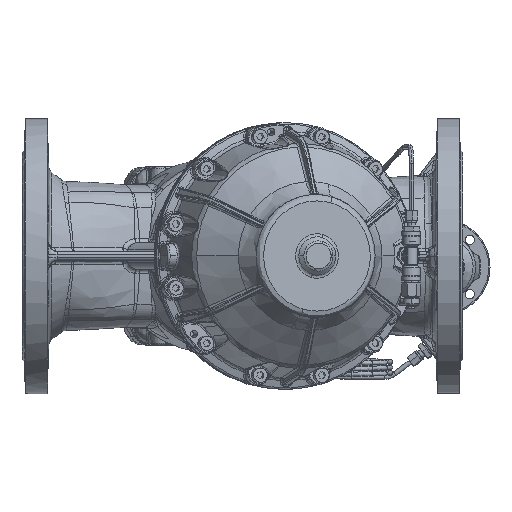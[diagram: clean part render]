
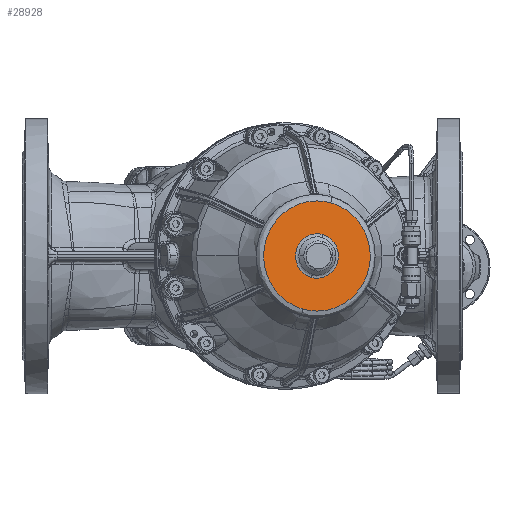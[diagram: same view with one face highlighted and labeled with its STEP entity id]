
A CAD part, front view. The second image highlights one B-rep face of the part: STEP entity #28928.
In plain terms, the highlighted planar face has unit normal (0.259, -0.966, 0).
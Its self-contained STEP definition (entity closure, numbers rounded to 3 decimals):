
#23490=CARTESIAN_POINT('Control Point',(75.712,-302.719,-19.47)) ;
#23491=CARTESIAN_POINT('Control Point',(38.099,-312.798,-9.036)) ;
#23492=CARTESIAN_POINT('Control Point',(48.178,-310.097,29.904)) ;
#23493=CARTESIAN_POINT('Control Point',(85.791,-300.019,19.47)) ;
#23494=CARTESIAN_POINT('Vertex',(85.791,-300.019,19.47)) ;
#23496=CARTESIAN_POINT('Vertex',(75.712,-302.719,-19.47)) ;
#23537=CARTESIAN_POINT('Control Point',(85.791,-300.019,19.47)) ;
#23538=CARTESIAN_POINT('Control Point',(123.404,-289.94,9.036)) ;
#23539=CARTESIAN_POINT('Control Point',(113.326,-292.641,-29.904)) ;
#23540=CARTESIAN_POINT('Control Point',(75.712,-302.719,-19.47)) ;
#28853=CARTESIAN_POINT('Axis2P3D Location',(127.402,-288.869,-12.941)) ;
#28859=CARTESIAN_POINT('Control Point',(93.252,-298.019,48.296)) ;
#28860=CARTESIAN_POINT('Control Point',(96.042,-297.272,47.522)) ;
#28861=CARTESIAN_POINT('Control Point',(98.964,-296.489,46.48)) ;
#28862=CARTESIAN_POINT('Control Point',(101.995,-295.677,45.115)) ;
#28863=CARTESIAN_POINT('Control Point',(107.841,-294.11,41.797)) ;
#28864=CARTESIAN_POINT('Control Point',(113.583,-292.572,36.945)) ;
#28865=CARTESIAN_POINT('Control Point',(116.209,-291.868,34.284)) ;
#28866=CARTESIAN_POINT('Control Point',(121.197,-290.532,28.106)) ;
#28867=CARTESIAN_POINT('Control Point',(125.125,-289.479,20.471)) ;
#28868=CARTESIAN_POINT('Control Point',(126.749,-289.044,16.254)) ;
#28869=CARTESIAN_POINT('Control Point',(129.334,-288.351,6.262)) ;
#28870=CARTESIAN_POINT('Control Point',(129.364,-288.343,-4.512)) ;
#28871=CARTESIAN_POINT('Control Point',(128.508,-288.573,-10.475)) ;
#28872=CARTESIAN_POINT('Control Point',(125.339,-289.422,-21.068)) ;
#28873=CARTESIAN_POINT('Control Point',(119.673,-290.94,-30.218)) ;
#28874=CARTESIAN_POINT('Control Point',(116.63,-291.755,-33.987)) ;
#28875=CARTESIAN_POINT('Control Point',(110.33,-293.443,-40.114)) ;
#28876=CARTESIAN_POINT('Control Point',(103.319,-295.322,-44.462)) ;
#28877=CARTESIAN_POINT('Control Point',(99.984,-296.216,-46.089)) ;
#28878=CARTESIAN_POINT('Control Point',(93.085,-298.064,-48.686)) ;
#28879=CARTESIAN_POINT('Control Point',(86.421,-299.85,-49.844)) ;
#28880=CARTESIAN_POINT('Control Point',(83.105,-300.738,-50.105)) ;
#28881=CARTESIAN_POINT('Control Point',(77.937,-302.123,-50.077)) ;
#28882=CARTESIAN_POINT('Control Point',(73.259,-303.377,-49.448)) ;
#28883=CARTESIAN_POINT('Control Point',(71.51,-303.845,-49.125)) ;
#28884=CARTESIAN_POINT('Control Point',(69.841,-304.292,-48.737)) ;
#28885=CARTESIAN_POINT('Control Point',(68.252,-304.718,-48.296)) ;
#28886=CARTESIAN_POINT('Vertex',(93.252,-298.019,48.296)) ;
#28888=CARTESIAN_POINT('Vertex',(68.252,-304.718,-48.296)) ;
#28892=CARTESIAN_POINT('Control Point',(68.252,-304.718,-48.296)) ;
#28893=CARTESIAN_POINT('Control Point',(65.461,-305.466,-47.522)) ;
#28894=CARTESIAN_POINT('Control Point',(62.539,-306.249,-46.48)) ;
#28895=CARTESIAN_POINT('Control Point',(59.509,-307.061,-45.115)) ;
#28896=CARTESIAN_POINT('Control Point',(53.662,-308.627,-41.797)) ;
#28897=CARTESIAN_POINT('Control Point',(47.92,-310.166,-36.945)) ;
#28898=CARTESIAN_POINT('Control Point',(45.294,-310.87,-34.284)) ;
#28899=CARTESIAN_POINT('Control Point',(40.306,-312.206,-28.106)) ;
#28900=CARTESIAN_POINT('Control Point',(36.378,-313.259,-20.471)) ;
#28901=CARTESIAN_POINT('Control Point',(34.754,-313.694,-16.254)) ;
#28902=CARTESIAN_POINT('Control Point',(32.169,-314.387,-6.262)) ;
#28903=CARTESIAN_POINT('Control Point',(32.139,-314.394,4.512)) ;
#28904=CARTESIAN_POINT('Control Point',(32.995,-314.165,10.475)) ;
#28905=CARTESIAN_POINT('Control Point',(36.164,-313.316,21.068)) ;
#28906=CARTESIAN_POINT('Control Point',(41.83,-311.798,30.218)) ;
#28907=CARTESIAN_POINT('Control Point',(44.873,-310.983,33.987)) ;
#28908=CARTESIAN_POINT('Control Point',(51.173,-309.294,40.114)) ;
#28909=CARTESIAN_POINT('Control Point',(58.184,-307.416,44.462)) ;
#28910=CARTESIAN_POINT('Control Point',(61.519,-306.522,46.089)) ;
#28911=CARTESIAN_POINT('Control Point',(68.418,-304.674,48.686)) ;
#28912=CARTESIAN_POINT('Control Point',(75.082,-302.888,49.844)) ;
#28913=CARTESIAN_POINT('Control Point',(78.398,-302.,50.105)) ;
#28914=CARTESIAN_POINT('Control Point',(83.567,-300.615,50.077)) ;
#28915=CARTESIAN_POINT('Control Point',(88.244,-299.361,49.448)) ;
#28916=CARTESIAN_POINT('Control Point',(89.993,-298.893,49.125)) ;
#28917=CARTESIAN_POINT('Control Point',(91.662,-298.445,48.737)) ;
#28918=CARTESIAN_POINT('Control Point',(93.252,-298.019,48.296)) ;
#28854=DIRECTION('Axis2P3D Direction',(-0.259,0.966,0.)) ;
#28855=DIRECTION('Axis2P3D XDirection',(-0.966,-0.259,0.)) ;
#28856=AXIS2_PLACEMENT_3D('Plane Axis2P3D',#28853,#28854,#28855) ;
#28857=PLANE('',#28856) ;
#28927=FACE_BOUND('',#28924,.T.) ;
#23498=EDGE_CURVE('',#23495,#23497,#23489,.F.) ;
#23541=EDGE_CURVE('',#23497,#23495,#23536,.F.) ;
#28890=EDGE_CURVE('',#28887,#28889,#28858,.T.) ;
#28919=EDGE_CURVE('',#28889,#28887,#28891,.T.) ;
#28921=ORIENTED_EDGE('',*,*,#28890,.F.) ;
#28922=ORIENTED_EDGE('',*,*,#28919,.F.) ;
#28925=ORIENTED_EDGE('',*,*,#23498,.F.) ;
#28926=ORIENTED_EDGE('',*,*,#23541,.F.) ;
#28920=EDGE_LOOP('',(#28921,#28922)) ;
#28924=EDGE_LOOP('',(#28925,#28926)) ;
#23495=VERTEX_POINT('',#23494) ;
#23497=VERTEX_POINT('',#23496) ;
#28887=VERTEX_POINT('',#28886) ;
#28889=VERTEX_POINT('',#28888) ;
#28928=ADVANCED_FACE('NONE',(#28923,#28927),#28857,.F.) ;
#28858=B_SPLINE_CURVE_WITH_KNOTS('',5,(#28859,#28860,#28861,#28862,#28863,#28864,#28865,#28866,#28867,#28868,#28869,#28870,#28871,#28872,#28873,#28874,#28875,#28876,#28877,#28878,#28879,#28880,#28881,#28882,#28883,#28884,#28885),.UNSPECIFIED.,.F.,.U.,(6,3,3,3,3,3,3,3,6),(0.,47.283,89.547,133.095,186.501,231.657,270.936,312.93,339.869),.UNSPECIFIED.) ;
#28891=B_SPLINE_CURVE_WITH_KNOTS('',5,(#28892,#28893,#28894,#28895,#28896,#28897,#28898,#28899,#28900,#28901,#28902,#28903,#28904,#28905,#28906,#28907,#28908,#28909,#28910,#28911,#28912,#28913,#28914,#28915,#28916,#28917,#28918),.UNSPECIFIED.,.F.,.U.,(6,3,3,3,3,3,3,3,6),(0.,47.283,89.547,133.095,186.501,231.657,270.936,312.93,339.869),.UNSPECIFIED.) ;
#28923=FACE_OUTER_BOUND('',#28920,.T.) ;
#23489=(BOUNDED_CURVE()B_SPLINE_CURVE(3,(#23490,#23491,#23492,#23493),.UNSPECIFIED.,.F.,.U.)B_SPLINE_CURVE_WITH_KNOTS((4,4),(0.,111.984),.UNSPECIFIED.)CURVE()GEOMETRIC_REPRESENTATION_ITEM()RATIONAL_B_SPLINE_CURVE((1.,0.333,0.333,1.))REPRESENTATION_ITEM('')) ;
#23536=(BOUNDED_CURVE()B_SPLINE_CURVE(3,(#23537,#23538,#23539,#23540),.UNSPECIFIED.,.F.,.U.)B_SPLINE_CURVE_WITH_KNOTS((4,4),(111.984,223.967),.UNSPECIFIED.)CURVE()GEOMETRIC_REPRESENTATION_ITEM()RATIONAL_B_SPLINE_CURVE((1.,0.333,0.333,1.))REPRESENTATION_ITEM('')) ;
